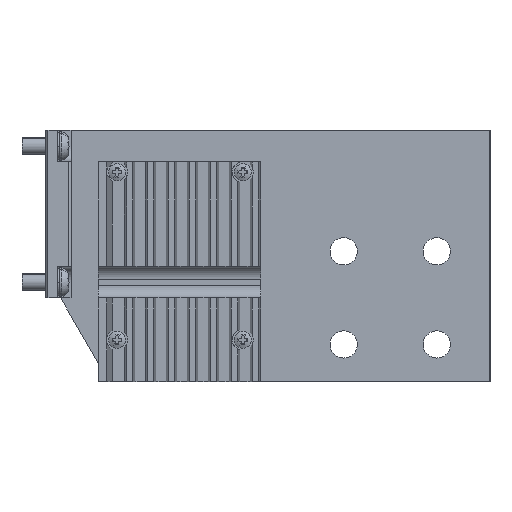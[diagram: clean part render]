
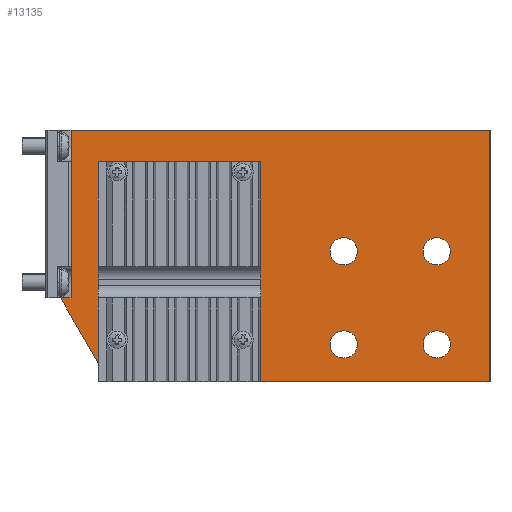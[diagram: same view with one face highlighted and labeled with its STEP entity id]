
A CAD part, left-side view. The second image highlights one B-rep face of the part: STEP entity #13135.
In plain terms, the highlighted planar face has unit normal (-1, 0, 0).
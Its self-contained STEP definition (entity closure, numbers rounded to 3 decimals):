
#12598=AXIS2_PLACEMENT_3D('Circle Axis2P3D',#12596,#12597,$) ;
#12615=AXIS2_PLACEMENT_3D('Circle Axis2P3D',#12613,#12614,$) ;
#12655=AXIS2_PLACEMENT_3D('Circle Axis2P3D',#12653,#12654,$) ;
#12672=AXIS2_PLACEMENT_3D('Circle Axis2P3D',#12670,#12671,$) ;
#12712=AXIS2_PLACEMENT_3D('Circle Axis2P3D',#12710,#12711,$) ;
#12729=AXIS2_PLACEMENT_3D('Circle Axis2P3D',#12727,#12728,$) ;
#12769=AXIS2_PLACEMENT_3D('Circle Axis2P3D',#12767,#12768,$) ;
#12786=AXIS2_PLACEMENT_3D('Circle Axis2P3D',#12784,#12785,$) ;
#12812=AXIS2_PLACEMENT_3D('Circle Axis2P3D',#12810,#12811,$) ;
#12838=AXIS2_PLACEMENT_3D('Circle Axis2P3D',#12836,#12837,$) ;
#12869=AXIS2_PLACEMENT_3D('Circle Axis2P3D',#12867,#12868,$) ;
#12895=AXIS2_PLACEMENT_3D('Circle Axis2P3D',#12893,#12894,$) ;
#12926=AXIS2_PLACEMENT_3D('Circle Axis2P3D',#12924,#12925,$) ;
#12952=AXIS2_PLACEMENT_3D('Circle Axis2P3D',#12950,#12951,$) ;
#12983=AXIS2_PLACEMENT_3D('Circle Axis2P3D',#12981,#12982,$) ;
#13009=AXIS2_PLACEMENT_3D('Circle Axis2P3D',#13007,#13008,$) ;
#13089=AXIS2_PLACEMENT_3D('Plane Axis2P3D',#13086,#13087,#13088) ;
#12506=CARTESIAN_POINT('Vertex',(-340.35,3.,112.)) ;
#12511=CARTESIAN_POINT('Line Origine',(-340.35,-99.5,112.)) ;
#12515=CARTESIAN_POINT('Vertex',(-340.35,-202.,112.)) ;
#12542=CARTESIAN_POINT('Line Origine',(-340.35,-202.,52.)) ;
#12546=CARTESIAN_POINT('Vertex',(-340.35,-202.,-8.)) ;
#12579=CARTESIAN_POINT('Vertex',(-340.35,-132.15,47.73)) ;
#12593=CARTESIAN_POINT('Vertex',(-340.35,-132.15,60.73)) ;
#12596=CARTESIAN_POINT('Axis2P3D Location',(-340.35,-132.15,54.23)) ;
#12613=CARTESIAN_POINT('Axis2P3D Location',(-340.35,-132.15,54.23)) ;
#12636=CARTESIAN_POINT('Vertex',(-340.35,-176.6,16.28)) ;
#12650=CARTESIAN_POINT('Vertex',(-340.35,-176.6,3.28)) ;
#12653=CARTESIAN_POINT('Axis2P3D Location',(-340.35,-176.6,9.78)) ;
#12670=CARTESIAN_POINT('Axis2P3D Location',(-340.35,-176.6,9.78)) ;
#12693=CARTESIAN_POINT('Vertex',(-340.35,-132.15,16.28)) ;
#12707=CARTESIAN_POINT('Vertex',(-340.35,-132.15,3.28)) ;
#12710=CARTESIAN_POINT('Axis2P3D Location',(-340.35,-132.15,9.78)) ;
#12727=CARTESIAN_POINT('Axis2P3D Location',(-340.35,-132.15,9.78)) ;
#12750=CARTESIAN_POINT('Vertex',(-340.35,-176.6,47.73)) ;
#12764=CARTESIAN_POINT('Vertex',(-340.35,-176.6,60.73)) ;
#12767=CARTESIAN_POINT('Axis2P3D Location',(-340.35,-176.6,54.23)) ;
#12784=CARTESIAN_POINT('Axis2P3D Location',(-340.35,-176.6,54.23)) ;
#12807=CARTESIAN_POINT('Vertex',(-340.35,-24.,10.379)) ;
#12810=CARTESIAN_POINT('Axis2P3D Location',(-340.35,-24.,12.)) ;
#12814=CARTESIAN_POINT('Vertex',(-340.35,-24.,13.621)) ;
#12836=CARTESIAN_POINT('Axis2P3D Location',(-340.35,-24.,12.)) ;
#12864=CARTESIAN_POINT('Vertex',(-340.35,-83.799,90.392)) ;
#12867=CARTESIAN_POINT('Axis2P3D Location',(-340.35,-84.,92.)) ;
#12871=CARTESIAN_POINT('Vertex',(-340.35,-84.201,93.608)) ;
#12893=CARTESIAN_POINT('Axis2P3D Location',(-340.35,-84.,92.)) ;
#12921=CARTESIAN_POINT('Vertex',(-340.35,-84.,10.379)) ;
#12924=CARTESIAN_POINT('Axis2P3D Location',(-340.35,-84.,12.)) ;
#12928=CARTESIAN_POINT('Vertex',(-340.35,-84.,13.621)) ;
#12950=CARTESIAN_POINT('Axis2P3D Location',(-340.35,-84.,12.)) ;
#12978=CARTESIAN_POINT('Vertex',(-340.35,-24.156,90.387)) ;
#12981=CARTESIAN_POINT('Axis2P3D Location',(-340.35,-24.,92.)) ;
#12985=CARTESIAN_POINT('Vertex',(-340.35,-23.844,93.613)) ;
#13007=CARTESIAN_POINT('Axis2P3D Location',(-340.35,-24.,92.)) ;
#13036=CARTESIAN_POINT('Line Origine',(-340.35,-111.047,-8.)) ;
#13040=CARTESIAN_POINT('Vertex',(-340.35,-20.094,-8.)) ;
#13064=CARTESIAN_POINT('Vertex',(-340.35,3.,32.)) ;
#13069=CARTESIAN_POINT('Line Origine',(-340.35,3.,72.)) ;
#13086=CARTESIAN_POINT('Axis2P3D Location',(-340.35,3.,52.)) ;
#13091=CARTESIAN_POINT('Line Origine',(-340.35,-8.547,12.)) ;
#12512=DIRECTION('Vector Direction',(0.,-1.,0.)) ;
#12543=DIRECTION('Vector Direction',(0.,0.,1.)) ;
#12597=DIRECTION('Axis2P3D Direction',(1.,0.,0.)) ;
#12614=DIRECTION('Axis2P3D Direction',(1.,0.,0.)) ;
#12654=DIRECTION('Axis2P3D Direction',(1.,0.,0.)) ;
#12671=DIRECTION('Axis2P3D Direction',(1.,0.,0.)) ;
#12711=DIRECTION('Axis2P3D Direction',(1.,0.,0.)) ;
#12728=DIRECTION('Axis2P3D Direction',(1.,0.,0.)) ;
#12768=DIRECTION('Axis2P3D Direction',(1.,0.,0.)) ;
#12785=DIRECTION('Axis2P3D Direction',(1.,0.,0.)) ;
#12811=DIRECTION('Axis2P3D Direction',(1.,0.,0.)) ;
#12837=DIRECTION('Axis2P3D Direction',(1.,0.,0.)) ;
#12868=DIRECTION('Axis2P3D Direction',(1.,0.,0.)) ;
#12894=DIRECTION('Axis2P3D Direction',(1.,0.,0.)) ;
#12925=DIRECTION('Axis2P3D Direction',(1.,0.,0.)) ;
#12951=DIRECTION('Axis2P3D Direction',(1.,0.,0.)) ;
#12982=DIRECTION('Axis2P3D Direction',(1.,0.,0.)) ;
#13008=DIRECTION('Axis2P3D Direction',(1.,0.,0.)) ;
#13037=DIRECTION('Vector Direction',(0.,1.,0.)) ;
#13070=DIRECTION('Vector Direction',(0.,0.,-1.)) ;
#13087=DIRECTION('Axis2P3D Direction',(1.,0.,0.)) ;
#13088=DIRECTION('Axis2P3D XDirection',(0.,0.,-1.)) ;
#13092=DIRECTION('Vector Direction',(0.,-0.5,-0.866)) ;
#12513=VECTOR('Line Direction',#12512,1.) ;
#12544=VECTOR('Line Direction',#12543,1.) ;
#13038=VECTOR('Line Direction',#13037,1.) ;
#13071=VECTOR('Line Direction',#13070,1.) ;
#13093=VECTOR('Line Direction',#13092,1.) ;
#13097=ORIENTED_EDGE('',*,*,#13095,.F.) ;
#13098=ORIENTED_EDGE('',*,*,#13042,.F.) ;
#13099=ORIENTED_EDGE('',*,*,#12548,.F.) ;
#13100=ORIENTED_EDGE('',*,*,#12517,.F.) ;
#13101=ORIENTED_EDGE('',*,*,#13073,.F.) ;
#13104=ORIENTED_EDGE('',*,*,#12788,.T.) ;
#13105=ORIENTED_EDGE('',*,*,#12771,.T.) ;
#13108=ORIENTED_EDGE('',*,*,#12674,.T.) ;
#13109=ORIENTED_EDGE('',*,*,#12657,.T.) ;
#13112=ORIENTED_EDGE('',*,*,#12617,.T.) ;
#13113=ORIENTED_EDGE('',*,*,#12600,.T.) ;
#13116=ORIENTED_EDGE('',*,*,#12731,.T.) ;
#13117=ORIENTED_EDGE('',*,*,#12714,.T.) ;
#13120=ORIENTED_EDGE('',*,*,#12987,.T.) ;
#13121=ORIENTED_EDGE('',*,*,#13011,.T.) ;
#13124=ORIENTED_EDGE('',*,*,#12873,.T.) ;
#13125=ORIENTED_EDGE('',*,*,#12897,.T.) ;
#13128=ORIENTED_EDGE('',*,*,#12816,.T.) ;
#13129=ORIENTED_EDGE('',*,*,#12840,.T.) ;
#13132=ORIENTED_EDGE('',*,*,#12930,.T.) ;
#13133=ORIENTED_EDGE('',*,*,#12954,.T.) ;
#13106=FACE_BOUND('',#13103,.T.) ;
#13110=FACE_BOUND('',#13107,.T.) ;
#13114=FACE_BOUND('',#13111,.T.) ;
#13118=FACE_BOUND('',#13115,.T.) ;
#13122=FACE_BOUND('',#13119,.T.) ;
#13126=FACE_BOUND('',#13123,.T.) ;
#13130=FACE_BOUND('',#13127,.T.) ;
#13134=FACE_BOUND('',#13131,.T.) ;
#13135=ADVANCED_FACE('RB9226801_1PD_001_00_REAR TERMINALS UL E4.2 3200A.1\\RG2638204_1PA_001_00_PIATTO.4\\PartBody',(#13102,#13106,#13110,#13114,#13118,#13122,#13126,#13130,#13134),#13090,.F.) ;
#12599=CIRCLE('generated circle',#12598,6.5) ;
#12616=CIRCLE('generated circle',#12615,6.5) ;
#12656=CIRCLE('generated circle',#12655,6.5) ;
#12673=CIRCLE('generated circle',#12672,6.5) ;
#12713=CIRCLE('generated circle',#12712,6.5) ;
#12730=CIRCLE('generated circle',#12729,6.5) ;
#12770=CIRCLE('generated circle',#12769,6.5) ;
#12787=CIRCLE('generated circle',#12786,6.5) ;
#12813=CIRCLE('generated circle',#12812,1.621) ;
#12839=CIRCLE('generated circle',#12838,1.621) ;
#12870=CIRCLE('generated circle',#12869,1.621) ;
#12896=CIRCLE('generated circle',#12895,1.621) ;
#12927=CIRCLE('generated circle',#12926,1.621) ;
#12953=CIRCLE('generated circle',#12952,1.621) ;
#12984=CIRCLE('generated circle',#12983,1.621) ;
#13010=CIRCLE('generated circle',#13009,1.621) ;
#12517=EDGE_CURVE('',#12507,#12516,#12514,.T.) ;
#12548=EDGE_CURVE('',#12516,#12547,#12545,.F.) ;
#12600=EDGE_CURVE('',#12580,#12594,#12599,.T.) ;
#12617=EDGE_CURVE('',#12594,#12580,#12616,.T.) ;
#12657=EDGE_CURVE('',#12637,#12651,#12656,.T.) ;
#12674=EDGE_CURVE('',#12651,#12637,#12673,.T.) ;
#12714=EDGE_CURVE('',#12694,#12708,#12713,.T.) ;
#12731=EDGE_CURVE('',#12708,#12694,#12730,.T.) ;
#12771=EDGE_CURVE('',#12751,#12765,#12770,.T.) ;
#12788=EDGE_CURVE('',#12765,#12751,#12787,.T.) ;
#12816=EDGE_CURVE('',#12815,#12808,#12813,.T.) ;
#12840=EDGE_CURVE('',#12808,#12815,#12839,.T.) ;
#12873=EDGE_CURVE('',#12872,#12865,#12870,.T.) ;
#12897=EDGE_CURVE('',#12865,#12872,#12896,.T.) ;
#12930=EDGE_CURVE('',#12929,#12922,#12927,.T.) ;
#12954=EDGE_CURVE('',#12922,#12929,#12953,.T.) ;
#12987=EDGE_CURVE('',#12986,#12979,#12984,.T.) ;
#13011=EDGE_CURVE('',#12979,#12986,#13010,.T.) ;
#13042=EDGE_CURVE('',#12547,#13041,#13039,.T.) ;
#13073=EDGE_CURVE('',#13065,#12507,#13072,.F.) ;
#13095=EDGE_CURVE('',#13041,#13065,#13094,.F.) ;
#13096=EDGE_LOOP('',(#13097,#13098,#13099,#13100,#13101)) ;
#13103=EDGE_LOOP('',(#13104,#13105)) ;
#13107=EDGE_LOOP('',(#13108,#13109)) ;
#13111=EDGE_LOOP('',(#13112,#13113)) ;
#13115=EDGE_LOOP('',(#13116,#13117)) ;
#13119=EDGE_LOOP('',(#13120,#13121)) ;
#13123=EDGE_LOOP('',(#13124,#13125)) ;
#13127=EDGE_LOOP('',(#13128,#13129)) ;
#13131=EDGE_LOOP('',(#13132,#13133)) ;
#13102=FACE_OUTER_BOUND('',#13096,.T.) ;
#12514=LINE('Line',#12511,#12513) ;
#12545=LINE('Line',#12542,#12544) ;
#13039=LINE('Line',#13036,#13038) ;
#13072=LINE('Line',#13069,#13071) ;
#13094=LINE('Line',#13091,#13093) ;
#13090=PLANE('',#13089) ;
#12507=VERTEX_POINT('',#12506) ;
#12516=VERTEX_POINT('',#12515) ;
#12547=VERTEX_POINT('',#12546) ;
#12580=VERTEX_POINT('',#12579) ;
#12594=VERTEX_POINT('',#12593) ;
#12637=VERTEX_POINT('',#12636) ;
#12651=VERTEX_POINT('',#12650) ;
#12694=VERTEX_POINT('',#12693) ;
#12708=VERTEX_POINT('',#12707) ;
#12751=VERTEX_POINT('',#12750) ;
#12765=VERTEX_POINT('',#12764) ;
#12808=VERTEX_POINT('',#12807) ;
#12815=VERTEX_POINT('',#12814) ;
#12865=VERTEX_POINT('',#12864) ;
#12872=VERTEX_POINT('',#12871) ;
#12922=VERTEX_POINT('',#12921) ;
#12929=VERTEX_POINT('',#12928) ;
#12979=VERTEX_POINT('',#12978) ;
#12986=VERTEX_POINT('',#12985) ;
#13041=VERTEX_POINT('',#13040) ;
#13065=VERTEX_POINT('',#13064) ;
